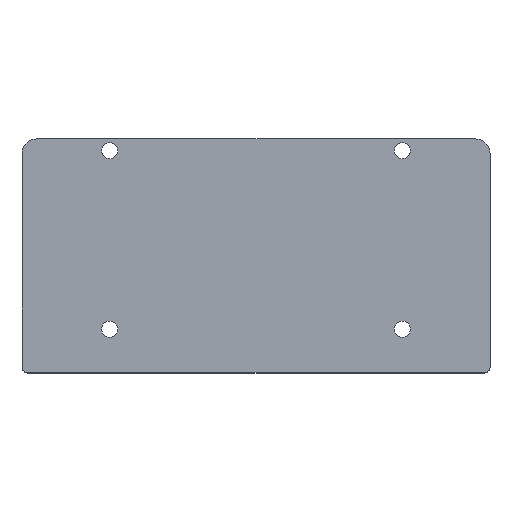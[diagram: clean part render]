
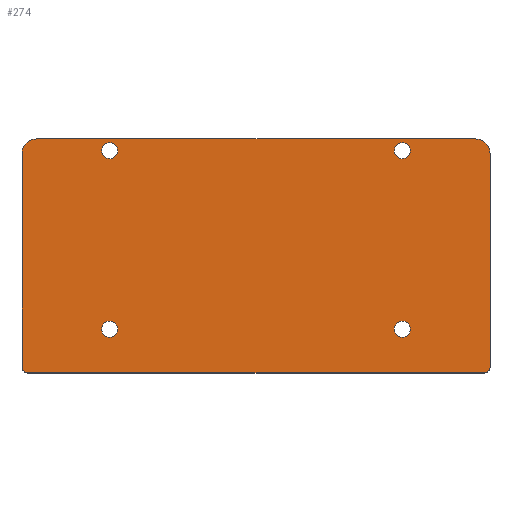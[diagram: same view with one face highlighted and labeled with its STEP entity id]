
A CAD part, top view. The second image highlights one B-rep face of the part: STEP entity #274.
In plain terms, the highlighted planar face has unit normal (0, 0, 1).
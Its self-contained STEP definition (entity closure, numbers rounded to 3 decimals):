
#19=FACE_BOUND('',#61,.T.);
#20=FACE_BOUND('',#62,.T.);
#21=FACE_BOUND('',#63,.T.);
#22=FACE_BOUND('',#64,.T.);
#28=PLANE('',#324);
#42=FACE_OUTER_BOUND('',#60,.T.);
#60=EDGE_LOOP('',(#241,#242,#243,#244,#245,#246,#247,#248));
#61=EDGE_LOOP('',(#249));
#62=EDGE_LOOP('',(#250));
#63=EDGE_LOOP('',(#251));
#64=EDGE_LOOP('',(#252));
#75=LINE('',#457,#95);
#78=LINE('',#465,#98);
#81=LINE('',#473,#101);
#84=LINE('',#480,#104);
#95=VECTOR('',#377,10.);
#98=VECTOR('',#386,10.);
#101=VECTOR('',#395,10.);
#104=VECTOR('',#404,10.);
#106=CIRCLE('',#297,2.75);
#108=CIRCLE('',#300,2.75);
#110=CIRCLE('',#303,2.75);
#112=CIRCLE('',#306,2.75);
#117=CIRCLE('',#313,5.);
#118=CIRCLE('',#316,2.);
#119=CIRCLE('',#319,2.);
#120=CIRCLE('',#322,5.);
#122=VERTEX_POINT('',#411);
#124=VERTEX_POINT('',#417);
#126=VERTEX_POINT('',#423);
#128=VERTEX_POINT('',#429);
#137=VERTEX_POINT('',#450);
#138=VERTEX_POINT('',#452);
#139=VERTEX_POINT('',#456);
#140=VERTEX_POINT('',#460);
#141=VERTEX_POINT('',#464);
#142=VERTEX_POINT('',#468);
#143=VERTEX_POINT('',#472);
#144=VERTEX_POINT('',#476);
#147=EDGE_CURVE('',#122,#122,#106,.T.);
#150=EDGE_CURVE('',#124,#124,#108,.T.);
#153=EDGE_CURVE('',#126,#126,#110,.T.);
#156=EDGE_CURVE('',#128,#128,#112,.T.);
#166=EDGE_CURVE('',#138,#137,#117,.T.);
#168=EDGE_CURVE('',#139,#138,#75,.T.);
#170=EDGE_CURVE('',#140,#139,#118,.T.);
#172=EDGE_CURVE('',#141,#140,#78,.T.);
#174=EDGE_CURVE('',#142,#141,#119,.T.);
#176=EDGE_CURVE('',#143,#142,#81,.T.);
#178=EDGE_CURVE('',#144,#143,#120,.T.);
#180=EDGE_CURVE('',#137,#144,#84,.T.);
#241=ORIENTED_EDGE('',*,*,#180,.T.);
#242=ORIENTED_EDGE('',*,*,#178,.T.);
#243=ORIENTED_EDGE('',*,*,#176,.T.);
#244=ORIENTED_EDGE('',*,*,#174,.T.);
#245=ORIENTED_EDGE('',*,*,#172,.T.);
#246=ORIENTED_EDGE('',*,*,#170,.T.);
#247=ORIENTED_EDGE('',*,*,#168,.T.);
#248=ORIENTED_EDGE('',*,*,#166,.T.);
#249=ORIENTED_EDGE('',*,*,#147,.T.);
#250=ORIENTED_EDGE('',*,*,#150,.T.);
#251=ORIENTED_EDGE('',*,*,#153,.T.);
#252=ORIENTED_EDGE('',*,*,#156,.T.);
#274=ADVANCED_FACE('',(#42,#19,#20,#21,#22),#28,.T.);
#297=AXIS2_PLACEMENT_3D('',#413,#332,#333);
#300=AXIS2_PLACEMENT_3D('',#419,#339,#340);
#303=AXIS2_PLACEMENT_3D('',#425,#346,#347);
#306=AXIS2_PLACEMENT_3D('',#431,#353,#354);
#313=AXIS2_PLACEMENT_3D('',#453,#372,#373);
#316=AXIS2_PLACEMENT_3D('',#461,#381,#382);
#319=AXIS2_PLACEMENT_3D('',#469,#390,#391);
#322=AXIS2_PLACEMENT_3D('',#477,#399,#400);
#324=AXIS2_PLACEMENT_3D('',#481,#405,#406);
#332=DIRECTION('center_axis',(0.,0.,-1.));
#333=DIRECTION('ref_axis',(-1.,0.,0.));
#339=DIRECTION('center_axis',(0.,0.,-1.));
#340=DIRECTION('ref_axis',(-1.,0.,0.));
#346=DIRECTION('center_axis',(0.,0.,-1.));
#347=DIRECTION('ref_axis',(-1.,0.,0.));
#353=DIRECTION('center_axis',(0.,0.,-1.));
#354=DIRECTION('ref_axis',(-1.,0.,0.));
#372=DIRECTION('center_axis',(0.,0.,1.));
#373=DIRECTION('ref_axis',(1.,0.,0.));
#377=DIRECTION('',(0.,1.,0.));
#381=DIRECTION('center_axis',(0.,0.,1.));
#382=DIRECTION('ref_axis',(0.,-1.,0.));
#386=DIRECTION('',(1.,0.,0.));
#390=DIRECTION('center_axis',(0.,0.,1.));
#391=DIRECTION('ref_axis',(-1.,0.,0.));
#395=DIRECTION('',(0.,-1.,0.));
#399=DIRECTION('center_axis',(0.,0.,1.));
#400=DIRECTION('ref_axis',(0.,1.,0.));
#404=DIRECTION('',(-1.,0.,0.));
#405=DIRECTION('center_axis',(0.,0.,1.));
#406=DIRECTION('ref_axis',(1.,0.,0.));
#411=CARTESIAN_POINT('',(-47.25,-25.,1.));
#413=CARTESIAN_POINT('Origin',(-50.,-25.,1.));
#417=CARTESIAN_POINT('',(-47.25,36.,1.));
#419=CARTESIAN_POINT('Origin',(-50.,36.,1.));
#423=CARTESIAN_POINT('',(52.75,36.,1.));
#425=CARTESIAN_POINT('Origin',(50.,36.,1.));
#429=CARTESIAN_POINT('',(52.75,-25.,1.));
#431=CARTESIAN_POINT('Origin',(50.,-25.,1.));
#450=CARTESIAN_POINT('',(75.,40.,1.));
#452=CARTESIAN_POINT('',(80.,35.,1.));
#453=CARTESIAN_POINT('Origin',(75.,35.,1.));
#456=CARTESIAN_POINT('',(80.,-38.,1.));
#457=CARTESIAN_POINT('',(80.,-38.,1.));
#460=CARTESIAN_POINT('',(78.,-40.,1.));
#461=CARTESIAN_POINT('Origin',(78.,-38.,1.));
#464=CARTESIAN_POINT('',(-78.,-40.,1.));
#465=CARTESIAN_POINT('',(-78.,-40.,1.));
#468=CARTESIAN_POINT('',(-80.,-38.,1.));
#469=CARTESIAN_POINT('Origin',(-78.,-38.,1.));
#472=CARTESIAN_POINT('',(-80.,35.,1.));
#473=CARTESIAN_POINT('',(-80.,35.,1.));
#476=CARTESIAN_POINT('',(-75.,40.,1.));
#477=CARTESIAN_POINT('Origin',(-75.,35.,1.));
#480=CARTESIAN_POINT('',(75.,40.,1.));
#481=CARTESIAN_POINT('Origin',(0.,-0.415,
1.));
